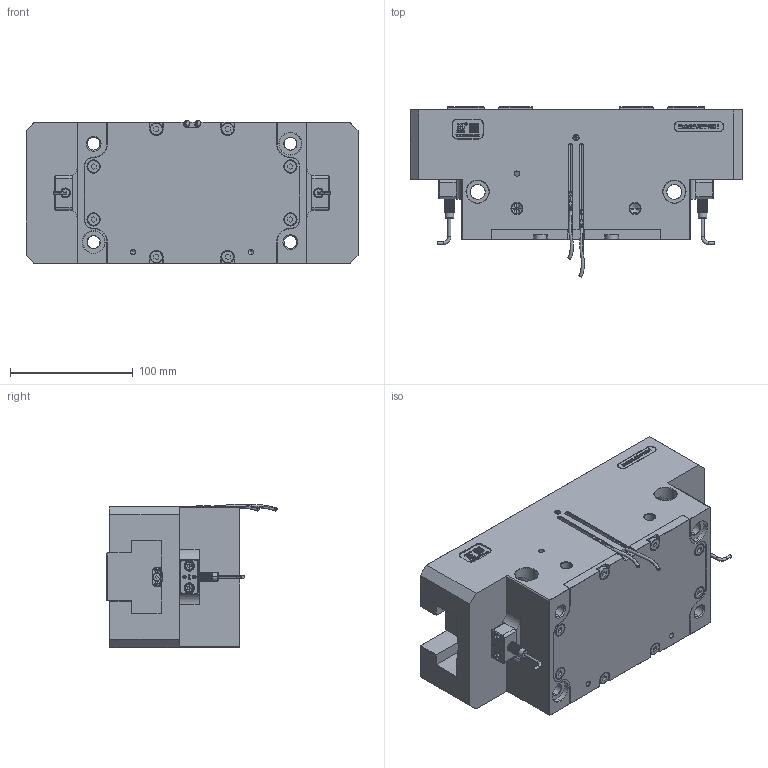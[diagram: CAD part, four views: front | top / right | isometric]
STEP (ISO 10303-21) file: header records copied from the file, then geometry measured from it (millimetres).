
FILE_DESCRIPTION (( 'STEP AP203' ), '1' );
FILE_NAME ('FY-JGP-P-240-1軞傖.STEP', '2023-03-29T05:20:21', ( 'User' ), ( 'Microsoft' ), 'SwSTEP 2.0', 'SolidWorks 2015', '' );
FILE_SCHEMA (( 'CONFIG_CONTROL_DESIGN' ));
Length unit declared in the file: millimetre
Products named in the file (23): hex socket set screws with flat point gb_GB_FASTENER_SCREWS_HSFP M3X6-N; M3覜茼覃誹輸6; FY-JGP-P-300-1-LOGO; FY-JGP-P-240-1賑輸郪璃; FY-JGP-P-240-1褲极; 本公司二维码-梵煜2; 諉輪羲壽M8; M8接近开关安装支架-D50两爪; 陔遴LOGO齪郪磁; 棠俶羲壽4.0X15; hexagon socket head cap screws gb_GB_FASTENER_SCREWS_HSHCS M4X12-N; FY-JGP-P-240-1倰瘍齪; FY-JGP-P-240-1前盖; FY-JGP-P-240-1賑輸; M6X12情芛蹟隊; hexagon socket countersunk head screws gb_GB_FASTENER_SCREWS_HSCHS M3X8-N; FY-JGZ 64-1賑輸結啣; hexagon socket countersunk head screws gb_GB_FASTENER_SCREWS_HSCHS M4X8-N; FY-JGP-P-240-1綴裔; FY-JGP-P-240-1覃誹蹟隊; FY-JGP-P-240-1軞傖; hex socket set screws with flat point gb_GB_FASTENER_SCREWS_HSFP M5X5-N; cross recessed pan head screws gb_GB_CROSS_SCREWS_TYPE1 M2X6-6  H type-N
Assembly tree (51 placements, depth 3):
  FY-JGP-P-240-1軞傖
    FY-JGP-P-240-1褲极
    M8接近开关安装支架-D50两爪  x2
    hexagon socket head cap screws gb_GB_FASTENER_SCREWS_HSHCS M4X12-N  x4
    FY-JGP-P-240-1賑輸郪璃  x2
      FY-JGP-P-240-1賑輸
      FY-JGZ 64-1賑輸結啣
      FY-JGP-P-240-1覃誹蹟隊
      cross recessed pan head screws gb_GB_CROSS_SCREWS_TYPE1 M2X6-6  H type-N
      M3覜茼覃誹輸6
    諉輪羲壽M8  x2
    棠俶羲壽4.0X15  x2
    FY-JGP-P-240-1前盖  x2
    hexagon socket countersunk head screws gb_GB_FASTENER_SCREWS_HSCHS M3X8-N  x4
    FY-JGP-P-240-1綴裔
    hex socket set screws with flat point gb_GB_FASTENER_SCREWS_HSFP M5X5-N  x4
    hex socket set screws with flat point gb_GB_FASTENER_SCREWS_HSFP M3X6-N  x4
    陔遴LOGO齪郪磁
      FY-JGP-P-300-1-LOGO
      本公司二维码-梵煜2
    FY-JGP-P-240-1倰瘍齪
    M6X12情芛蹟隊  x8
    hexagon socket countersunk head screws gb_GB_FASTENER_SCREWS_HSCHS M4X8-N  x4
Bounding box: 270 x 138.33 x 116.56 mm (x, y, z)
Volume: 2557974 mm3; surface area: 350457.1 mm2
Topology: 65 solids, 65 shells, 4420 faces, 11374 edges, 7261 vertices
Faces by surface type: plane 2342, cylinder 772, bspline 731, cone 493, torus 74, sphere 8
Entity records: 116099 total; most frequent: CARTESIAN_POINT 47678, ORIENTED_EDGE 14328, DIRECTION 11920, EDGE_CURVE 7164, VECTOR 4966, LINE 4966, VERTEX_POINT 4635, AXIS2_PLACEMENT_3D 3477
